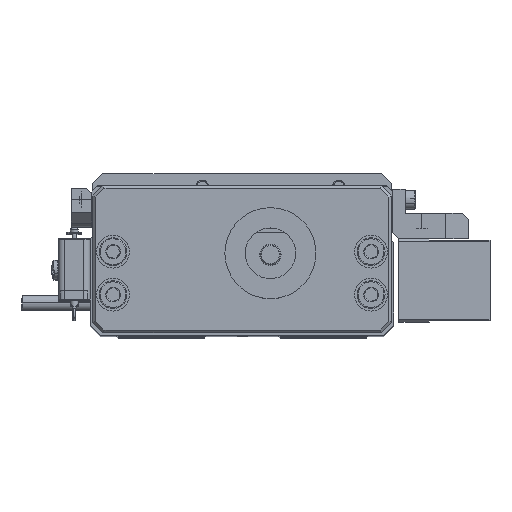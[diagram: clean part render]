
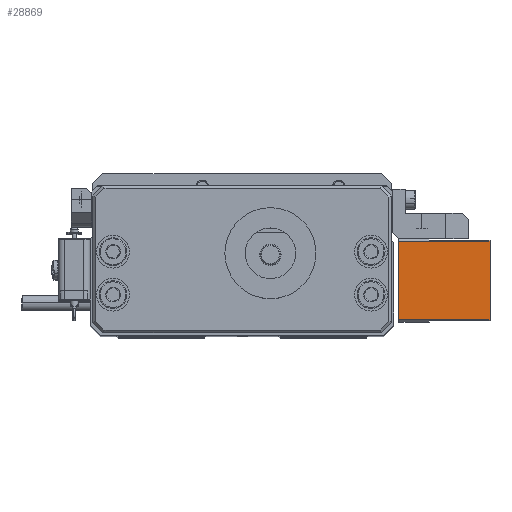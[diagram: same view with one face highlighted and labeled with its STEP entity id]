
A CAD part, top view. The second image highlights one B-rep face of the part: STEP entity #28869.
In plain terms, the highlighted face is planar.
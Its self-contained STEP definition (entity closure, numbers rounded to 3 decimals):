
#67 = CARTESIAN_POINT ( 'NONE',  ( 0.5, 18., -36. ) ) ;
#3699 = VERTEX_POINT ( 'NONE', #67 ) ;
#5302 = LINE ( 'NONE', #11027, #58308 ) ;
#6208 = ORIENTED_EDGE ( 'NONE', *, *, #65626, .T. ) ;
#10522 = CARTESIAN_POINT ( 'NONE',  ( 16., 18., -36. ) ) ;
#11027 = CARTESIAN_POINT ( 'NONE',  ( 0., 0., -36. ) ) ;
#15156 = VECTOR ( 'NONE', #16768, 1000. ) ;
#15627 = VERTEX_POINT ( 'NONE', #42603 ) ;
#16768 = DIRECTION ( 'NONE',  ( 0., 1., 0. ) ) ;
#16867 = LINE ( 'NONE', #53027, #33633 ) ;
#20130 = AXIS2_PLACEMENT_3D ( 'NONE', #65824, #50614, #26818 ) ;
#23612 = EDGE_CURVE ( 'NONE', #52725, #3699, #16867, .T. ) ;
#24251 = FACE_OUTER_BOUND ( 'NONE', #50080, .T. ) ;
#26064 = LINE ( 'NONE', #10522, #28631 ) ;
#26818 = DIRECTION ( 'NONE',  ( 1., 0., 0. ) ) ;
#27992 = DIRECTION ( 'NONE',  ( -1., 0., 0. ) ) ;
#28631 = VECTOR ( 'NONE', #66283, 1000. ) ;
#28869 = ADVANCED_FACE ( 'NONE', ( #24251 ), #35471, .F. ) ;
#29920 = EDGE_CURVE ( 'NONE', #52034, #15627, #5302, .T. ) ;
#32669 = LINE ( 'NONE', #53266, #15156 ) ;
#33314 = CARTESIAN_POINT ( 'NONE',  ( 16., 0., -36. ) ) ;
#33633 = VECTOR ( 'NONE', #27992, 1000. ) ;
#35471 = PLANE ( 'NONE',  #20130 ) ;
#40926 = ORIENTED_EDGE ( 'NONE', *, *, #49706, .T. ) ;
#42603 = CARTESIAN_POINT ( 'NONE',  ( 0.5, 0., -36. ) ) ;
#49706 = EDGE_CURVE ( 'NONE', #15627, #3699, #32669, .T. ) ;
#50080 = EDGE_LOOP ( 'NONE', ( #57921, #40926, #51974, #6208 ) ) ;
#50614 = DIRECTION ( 'NONE',  ( 0., 0., 1. ) ) ;
#51974 = ORIENTED_EDGE ( 'NONE', *, *, #23612, .F. ) ;
#52034 = VERTEX_POINT ( 'NONE', #33314 ) ;
#52725 = VERTEX_POINT ( 'NONE', #65029 ) ;
#53027 = CARTESIAN_POINT ( 'NONE',  ( 0., 18., -36. ) ) ;
#53266 = CARTESIAN_POINT ( 'NONE',  ( 0.5, 18., -36. ) ) ;
#57921 = ORIENTED_EDGE ( 'NONE', *, *, #29920, .T. ) ;
#58308 = VECTOR ( 'NONE', #65874, 1000. ) ;
#65029 = CARTESIAN_POINT ( 'NONE',  ( 16., 18., -36. ) ) ;
#65626 = EDGE_CURVE ( 'NONE', #52725, #52034, #26064, .T. ) ;
#65824 = CARTESIAN_POINT ( 'NONE',  ( 0., 18., -36. ) ) ;
#65874 = DIRECTION ( 'NONE',  ( -1., 0., 0. ) ) ;
#66283 = DIRECTION ( 'NONE',  ( 0., -1., 0. ) ) ;
